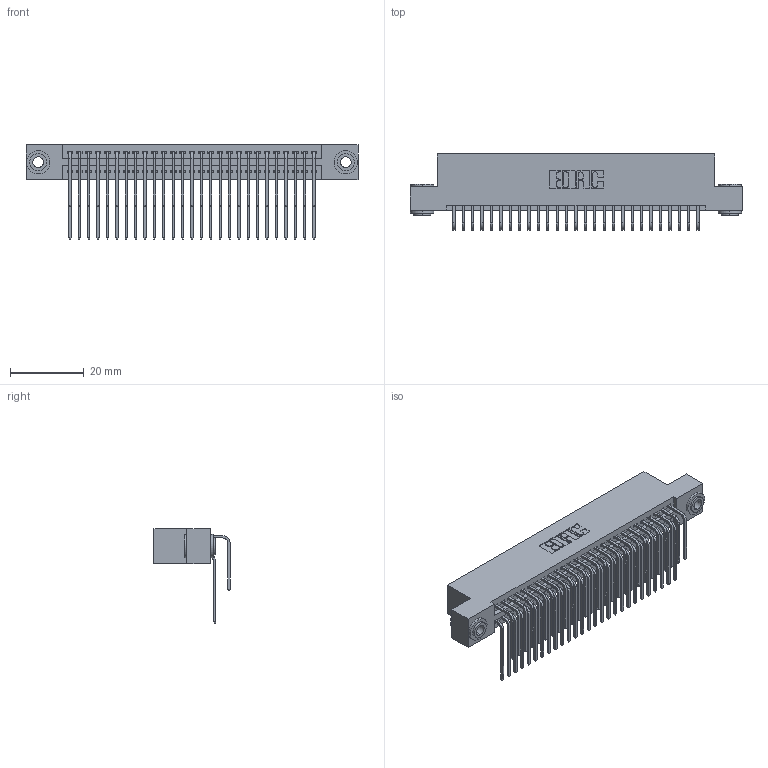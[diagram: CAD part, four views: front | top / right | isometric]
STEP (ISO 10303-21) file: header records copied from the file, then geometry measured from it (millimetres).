
FILE_DESCRIPTION (( 'STEP AP203' ), '1' );
FILE_NAME ('395-054-559-203.STEP', '2018-11-21T21:44:06', ( '' ), ( '' ), 'SwSTEP 2.0', 'SolidWorks 2016', '' );
FILE_SCHEMA (( 'CONFIG_CONTROL_DESIGN' ));
Length unit declared in the file: inch
Products named in the file (5): 345-250-002_345-250-002-102; 345 Part_Flush Mounting Lugs - 0.156 Dia-TH; 345-292-001_558 559 Tail - 1; 395-054-559-203; 345-292-001_559 Tail - 2
Assembly tree (57 placements, depth 2):
  395-054-559-203
    345 Part_Flush Mounting Lugs - 0.156 Dia-TH
    345-292-001_558 559 Tail - 1  x27
    345-292-001_559 Tail - 2  x27
    345-250-002_345-250-002-102  x2
Bounding box: 89.79 x 20.56 x 25.53 mm (x, y, z)
Volume: 8913.9 mm3; surface area: 14555.4 mm2
Topology: 57 solids, 57 shells, 2972 faces, 8787 edges, 5782 vertices
Faces by surface type: plane 1980, cylinder 984, cone 8
Entity records: 25506 total; most frequent: CARTESIAN_POINT 4310, ORIENTED_EDGE 4186, DIRECTION 3823, EDGE_CURVE 2093, VECTOR 1789, LINE 1789, VERTEX_POINT 1390, AXIS2_PLACEMENT_3D 1017
